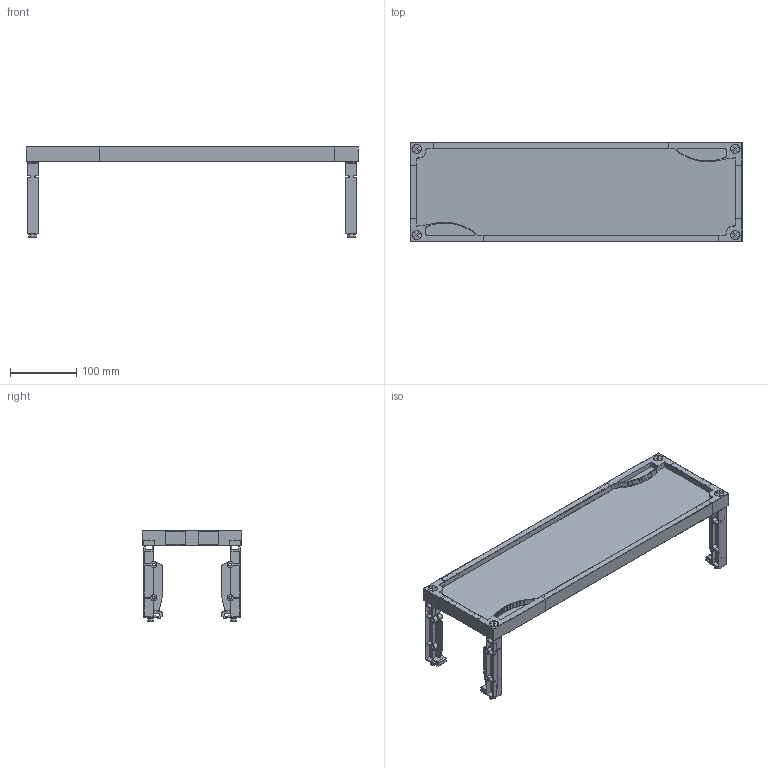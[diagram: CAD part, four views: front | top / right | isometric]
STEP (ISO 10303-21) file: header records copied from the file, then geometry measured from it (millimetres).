
FILE_DESCRIPTION(('STEP AP214'),'1');
FILE_NAME('cctmp_4DACEB51-1BFA-48D8-9E7B-A5935D396A91_2024_05_06_10_59_23_0265..stp','2024-05-06T08:59:24',('SIEMENS A&D'),('CADClick - www.CADClick.com'),'Spatial InterOp 3D',' ','unknown authorization');
FILE_SCHEMA(('AUTOMOTIVE_DESIGN'));
Length unit declared in the file: millimetre
Products named in the file (18): cc_unnamed; 2024_05_06_10_59_23_0234; 2024_05_06_10_59_23_0202; 2024_05_06_10_59_23_0171; 2024_05_06_10_59_23_0140; 2024_05_06_10_59_23_0076; 2024_05_06_10_59_23_0044; 2024_05_06_10_59_23_0013; 2024_05_06_10_59_22_0982; 2024_05_06_10_59_22_0951; 2024_05_06_10_59_22_0888; 2024_05_06_10_59_22_0857; 2024_05_06_10_59_22_0826; 2024_05_06_10_59_22_0794; 2024_05_06_10_59_22_0763; 2024_05_06_10_59_22_0732; 2024_05_06_10_59_22_0701; 2024_05_06_10_59_22_0669
Assembly tree (17 placements, depth 2):
  cc_unnamed
    2024_05_06_10_59_23_0234
    2024_05_06_10_59_23_0202
    2024_05_06_10_59_23_0171
    2024_05_06_10_59_23_0140
    2024_05_06_10_59_23_0076
    2024_05_06_10_59_23_0044
    2024_05_06_10_59_23_0013
    2024_05_06_10_59_22_0982
    2024_05_06_10_59_22_0951
    2024_05_06_10_59_22_0888
    2024_05_06_10_59_22_0857
    2024_05_06_10_59_22_0826
    2024_05_06_10_59_22_0794
    2024_05_06_10_59_22_0763
    2024_05_06_10_59_22_0732
    2024_05_06_10_59_22_0701
    2024_05_06_10_59_22_0669
Bounding box: 500 x 150 x 137.23 mm (x, y, z)
Volume: 522558.8 mm3; surface area: 341453.3 mm2
Topology: 17 solids, 17 shells, 1330 faces, 3658 edges, 2404 vertices
Faces by surface type: plane 938, cylinder 356, torus 28, cone 8
Entity records: 54165 total; most frequent: CARTESIAN_POINT 8442, ORIENTED_EDGE 7316, DIRECTION 7110, EDGE_CURVE 3658, LINE 2750, VECTOR 2750, VERTEX_POINT 2404, AXIS2_PLACEMENT_3D 2180
